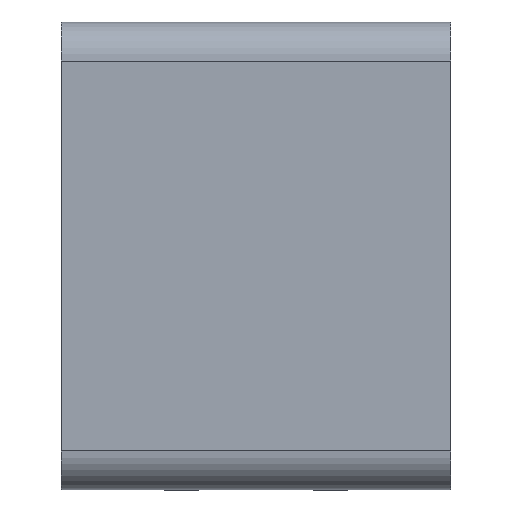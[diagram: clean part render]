
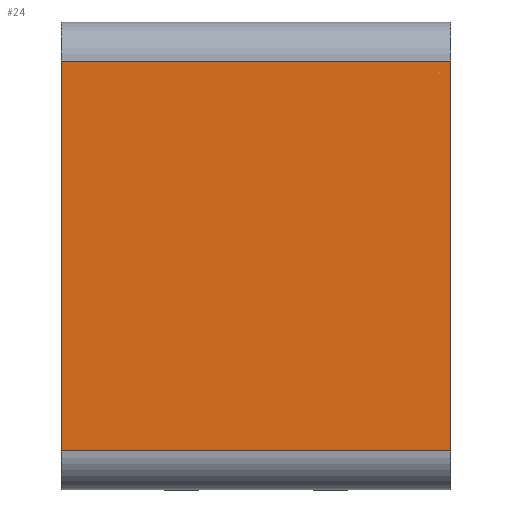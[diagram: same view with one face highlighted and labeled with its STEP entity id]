
A CAD part, left-side view. The second image highlights one B-rep face of the part: STEP entity #24.
In plain terms, the highlighted face is planar.
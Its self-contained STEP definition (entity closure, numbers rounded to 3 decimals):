
#24 = ADVANCED_FACE ( 'NONE', ( #247 ), #2577, .F. ) ;
#247 = FACE_OUTER_BOUND ( 'NONE', #916, .T. ) ;
#625 = ORIENTED_EDGE ( 'NONE', *, *, #1734, .F. ) ;
#636 = ORIENTED_EDGE ( 'NONE', *, *, #1548, .T. ) ;
#639 = ORIENTED_EDGE ( 'NONE', *, *, #1721, .T. ) ;
#741 = VECTOR ( 'NONE', #1795, 1000. ) ;
#774 = LINE ( 'NONE', #1788, #741 ) ;
#809 = ORIENTED_EDGE ( 'NONE', *, *, #1724, .T. ) ;
#916 = EDGE_LOOP ( 'NONE', ( #636, #809, #625, #639 ) ) ;
#1012 = DIRECTION ( 'NONE',  ( 0., 0., 1. ) ) ;
#1013 = CARTESIAN_POINT ( 'NONE',  ( 15., -2.793, 30. ) ) ;
#1017 = CARTESIAN_POINT ( 'NONE',  ( -15., -2.793, 30. ) ) ;
#1020 = DIRECTION ( 'NONE',  ( 0., 0., -1. ) ) ;
#1030 = CARTESIAN_POINT ( 'NONE',  ( -18., -2.793, 30. ) ) ;
#1072 = DIRECTION ( 'NONE',  ( 1., 0., 0. ) ) ;
#1176 = CARTESIAN_POINT ( 'NONE',  ( 15., -2.793, 30. ) ) ;
#1189 = CARTESIAN_POINT ( 'NONE',  ( 15., -2.793, 0. ) ) ;
#1202 = CARTESIAN_POINT ( 'NONE',  ( -15., -2.793, 0. ) ) ;
#1207 = CARTESIAN_POINT ( 'NONE',  ( -15., -2.793, 30. ) ) ;
#1520 = AXIS2_PLACEMENT_3D ( 'NONE', #2584, #2569, #2571 ) ;
#1548 = EDGE_CURVE ( 'NONE', #2513, #2433, #774, .T. ) ;
#1721 = EDGE_CURVE ( 'NONE', #2517, #2513, #2822, .T. ) ;
#1724 = EDGE_CURVE ( 'NONE', #2433, #2409, #2832, .T. ) ;
#1734 = EDGE_CURVE ( 'NONE', #2517, #2409, #2841, .T. ) ;
#1788 = CARTESIAN_POINT ( 'NONE',  ( -18., -2.793, 0. ) ) ;
#1795 = DIRECTION ( 'NONE',  ( 1., 0., 0. ) ) ;
#2409 = VERTEX_POINT ( 'NONE', #1176 ) ;
#2433 = VERTEX_POINT ( 'NONE', #1189 ) ;
#2513 = VERTEX_POINT ( 'NONE', #1202 ) ;
#2517 = VERTEX_POINT ( 'NONE', #1207 ) ;
#2569 = DIRECTION ( 'NONE',  ( 0., 1., 0. ) ) ;
#2571 = DIRECTION ( 'NONE',  ( -1., 0., 0. ) ) ;
#2577 = PLANE ( 'NONE',  #1520 ) ;
#2584 = CARTESIAN_POINT ( 'NONE',  ( -18., -2.793, 30. ) ) ;
#2822 = LINE ( 'NONE', #1017, #2825 ) ;
#2825 = VECTOR ( 'NONE', #1020, 1000. ) ;
#2832 = LINE ( 'NONE', #1013, #2860 ) ;
#2841 = LINE ( 'NONE', #1030, #2842 ) ;
#2842 = VECTOR ( 'NONE', #1072, 1000. ) ;
#2860 = VECTOR ( 'NONE', #1012, 1000. ) ;
